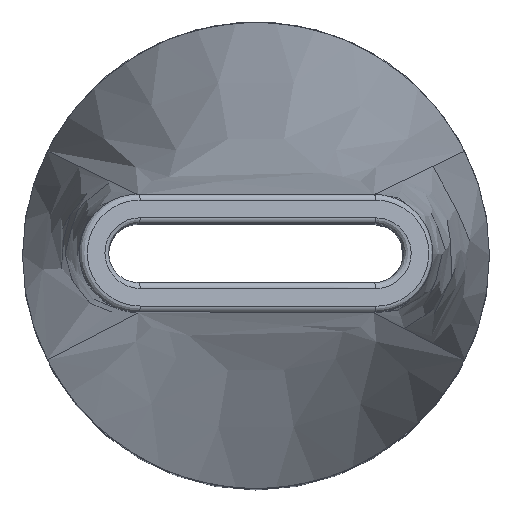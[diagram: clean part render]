
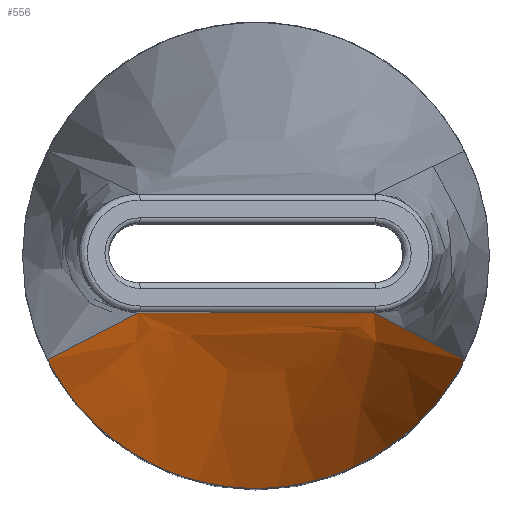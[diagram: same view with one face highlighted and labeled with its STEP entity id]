
A CAD part, top view. The second image highlights one B-rep face of the part: STEP entity #556.
In plain terms, the highlighted free-form (B-spline) face has degree [3, 3] with [10, 4] control points.
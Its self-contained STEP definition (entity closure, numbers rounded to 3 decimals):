
#65=B_SPLINE_SURFACE_WITH_KNOTS('',3,3,((#1325,#1326,#1327,#1328),(#1329,
#1330,#1331,#1332),(#1333,#1334,#1335,#1336),(#1337,#1338,#1339,#1340),
(#1341,#1342,#1343,#1344),(#1345,#1346,#1347,#1348),(#1349,#1350,#1351,
#1352),(#1353,#1354,#1355,#1356),(#1357,#1358,#1359,#1360),(#1361,#1362,
#1363,#1364)),.UNSPECIFIED.,.F.,.F.,.F.,(4,1,1,1,1,1,1,4),(4,4),(0.,0.143,
0.286,0.429,0.571,0.714,
0.857,1.),(0.,1.),.UNSPECIFIED.);
#98=LINE('',#1310,#130);
#100=LINE('',#1365,#132);
#101=LINE('',#1366,#133);
#130=VECTOR('',#758,10.);
#132=VECTOR('',#774,80.466);
#133=VECTOR('',#775,80.466);
#180=FACE_OUTER_BOUND('',#218,.T.);
#218=EDGE_LOOP('',(#502,#503,#504,#505));
#244=CIRCLE('',#632,19.825);
#288=VERTEX_POINT('',#1308);
#289=VERTEX_POINT('',#1309);
#292=VERTEX_POINT('',#1317);
#293=VERTEX_POINT('',#1318);
#358=EDGE_CURVE('',#288,#289,#98,.T.);
#362=EDGE_CURVE('',#292,#293,#244,.T.);
#366=EDGE_CURVE('',#293,#289,#100,.T.);
#367=EDGE_CURVE('',#292,#288,#101,.T.);
#502=ORIENTED_EDGE('',*,*,#362,.T.);
#503=ORIENTED_EDGE('',*,*,#366,.T.);
#504=ORIENTED_EDGE('',*,*,#358,.F.);
#505=ORIENTED_EDGE('',*,*,#367,.F.);
#556=ADVANCED_FACE('',(#180),#65,.T.);
#632=AXIS2_PLACEMENT_3D('',#1319,#766,#767);
#758=DIRECTION('',(1.,0.,0.));
#766=DIRECTION('center_axis',(0.,0.,1.));
#767=DIRECTION('ref_axis',(1.,0.,0.));
#774=DIRECTION('',(-0.096,0.048,0.994));
#775=DIRECTION('',(0.096,0.048,0.994));
#1308=CARTESIAN_POINT('',(-10.,-5.,130.));
#1309=CARTESIAN_POINT('',(10.,-5.,130.));
#1310=CARTESIAN_POINT('',(-10.,-5.,130.));
#1317=CARTESIAN_POINT('',(-17.732,-8.866,50.));
#1318=CARTESIAN_POINT('',(17.732,-8.866,50.));
#1319=CARTESIAN_POINT('Origin',(0.,0.,50.));
#1325=CARTESIAN_POINT('Ctrl Pts',(-17.732,-8.866,50.));
#1326=CARTESIAN_POINT('Ctrl Pts',(-15.155,-7.577,76.667));
#1327=CARTESIAN_POINT('Ctrl Pts',(-12.577,-6.289,103.333));
#1328=CARTESIAN_POINT('Ctrl Pts',(-10.,-5.,130.));
#1329=CARTESIAN_POINT('Ctrl Pts',(-17.341,-9.649,50.));
#1330=CARTESIAN_POINT('Ctrl Pts',(-14.646,-8.1,76.667));
#1331=CARTESIAN_POINT('Ctrl Pts',(-11.947,-6.549,103.333));
#1332=CARTESIAN_POINT('Ctrl Pts',(-9.252,-5.,130.));
#1333=CARTESIAN_POINT('Ctrl Pts',(-16.001,-12.116,50.));
#1334=CARTESIAN_POINT('Ctrl Pts',(-13.195,-9.744,76.667));
#1335=CARTESIAN_POINT('Ctrl Pts',(-10.388,-7.372,103.333));
#1336=CARTESIAN_POINT('Ctrl Pts',(-7.581,-5.,130.));
#1337=CARTESIAN_POINT('Ctrl Pts',(-11.429,-16.743,50.));
#1338=CARTESIAN_POINT('Ctrl Pts',(-9.186,-12.829,76.667));
#1339=CARTESIAN_POINT('Ctrl Pts',(-6.942,-8.914,103.333));
#1340=CARTESIAN_POINT('Ctrl Pts',(-4.699,-5.,130.));
#1341=CARTESIAN_POINT('Ctrl Pts',(-4.196,-19.955,50.));
#1342=CARTESIAN_POINT('Ctrl Pts',(-3.328,-14.969,76.667));
#1343=CARTESIAN_POINT('Ctrl Pts',(-2.459,-9.985,103.333));
#1344=CARTESIAN_POINT('Ctrl Pts',(-1.591,-5.,130.));
#1345=CARTESIAN_POINT('Ctrl Pts',(4.195,-19.956,50.));
#1346=CARTESIAN_POINT('Ctrl Pts',(3.328,-14.971,76.667));
#1347=CARTESIAN_POINT('Ctrl Pts',(2.459,-9.985,103.333));
#1348=CARTESIAN_POINT('Ctrl Pts',(1.591,-5.,130.));
#1349=CARTESIAN_POINT('Ctrl Pts',(11.427,-16.742,50.));
#1350=CARTESIAN_POINT('Ctrl Pts',(9.184,-12.828,76.667));
#1351=CARTESIAN_POINT('Ctrl Pts',(6.942,-8.914,103.333));
#1352=CARTESIAN_POINT('Ctrl Pts',(4.699,-5.,130.));
#1353=CARTESIAN_POINT('Ctrl Pts',(16.001,-12.116,50.));
#1354=CARTESIAN_POINT('Ctrl Pts',(13.194,-9.744,76.667));
#1355=CARTESIAN_POINT('Ctrl Pts',(10.387,-7.372,103.333));
#1356=CARTESIAN_POINT('Ctrl Pts',(7.581,-5.,130.));
#1357=CARTESIAN_POINT('Ctrl Pts',(17.341,-9.649,50.));
#1358=CARTESIAN_POINT('Ctrl Pts',(14.646,-8.1,76.667));
#1359=CARTESIAN_POINT('Ctrl Pts',(11.947,-6.549,103.333));
#1360=CARTESIAN_POINT('Ctrl Pts',(9.252,-5.,130.));
#1361=CARTESIAN_POINT('Ctrl Pts',(17.732,-8.866,50.));
#1362=CARTESIAN_POINT('Ctrl Pts',(15.155,-7.577,76.667));
#1363=CARTESIAN_POINT('Ctrl Pts',(12.577,-6.289,103.333));
#1364=CARTESIAN_POINT('Ctrl Pts',(10.,-5.,130.));
#1365=CARTESIAN_POINT('',(17.732,-8.866,50.));
#1366=CARTESIAN_POINT('',(-17.732,-8.866,50.));
